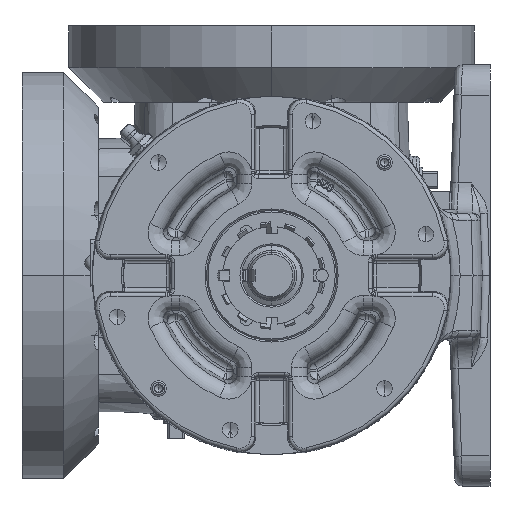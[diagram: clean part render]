
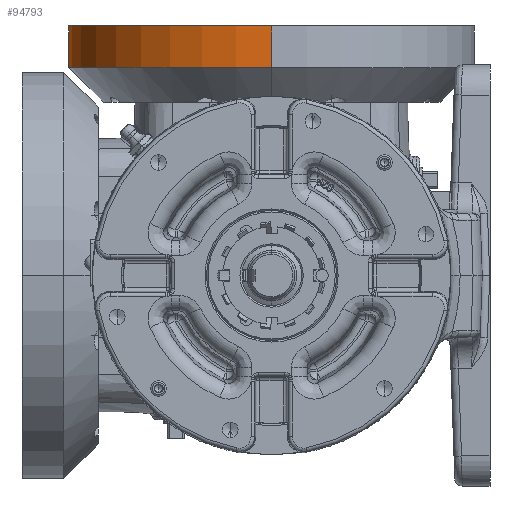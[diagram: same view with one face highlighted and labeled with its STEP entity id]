
A CAD part, left-side view. The second image highlights one B-rep face of the part: STEP entity #94793.
In plain terms, the highlighted cylindrical face has radius 82.55 mm (diameter 165.1 mm), a partial arc.
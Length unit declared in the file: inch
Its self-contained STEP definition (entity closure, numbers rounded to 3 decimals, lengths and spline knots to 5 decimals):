
#6440 = VECTOR ( 'NONE', #134708, 39.37008 ) ;
#10193 = AXIS2_PLACEMENT_3D ( 'NONE', #251053, #150711, #51561 ) ;
#11195 = LINE ( 'NONE', #92283, #243697 ) ;
#25275 = AXIS2_PLACEMENT_3D ( 'NONE', #78146, #156597, #119427 ) ;
#25323 = CARTESIAN_POINT ( 'NONE',  ( 1.835, 0., 3.33 ) ) ;
#31783 = LINE ( 'NONE', #56065, #6440 ) ;
#51561 = DIRECTION ( 'NONE',  ( -1., 0., 0. ) ) ;
#55569 = EDGE_LOOP ( 'NONE', ( #174957, #241279, #239675, #133518 ) ) ;
#56065 = CARTESIAN_POINT ( 'NONE',  ( -1.415, 0., 1.38983 ) ) ;
#66562 = EDGE_CURVE ( 'NONE', #111354, #121859, #232242, .T. ) ;
#72628 = EDGE_CURVE ( 'NONE', #90755, #137136, #121282, .T. ) ;
#78146 = CARTESIAN_POINT ( 'NONE',  ( 1.835, 0., 1.38983 ) ) ;
#90755 = VERTEX_POINT ( 'NONE', #90787 ) ;
#90787 = CARTESIAN_POINT ( 'NONE',  ( -1.415, 0., 4. ) ) ;
#92283 = CARTESIAN_POINT ( 'NONE',  ( 5.085, 0., 1.38983 ) ) ;
#94793 = ADVANCED_FACE ( 'NONE', ( #215929 ), #233956, .T. ) ;
#111354 = VERTEX_POINT ( 'NONE', #131811 ) ;
#119427 = DIRECTION ( 'NONE',  ( -1., 0., 0. ) ) ;
#121282 = CIRCLE ( 'NONE', #10193, 3.25 ) ;
#121859 = VERTEX_POINT ( 'NONE', #159023 ) ;
#131811 = CARTESIAN_POINT ( 'NONE',  ( -1.415, 0., 3.33 ) ) ;
#133518 = ORIENTED_EDGE ( 'NONE', *, *, #222131, .F. ) ;
#134708 = DIRECTION ( 'NONE',  ( 0., 0., -1. ) ) ;
#137136 = VERTEX_POINT ( 'NONE', #194124 ) ;
#150711 = DIRECTION ( 'NONE',  ( 0., 0., -1. ) ) ;
#156597 = DIRECTION ( 'NONE',  ( 0., 0., -1. ) ) ;
#159023 = CARTESIAN_POINT ( 'NONE',  ( 5.085, 0., 3.33 ) ) ;
#162519 = EDGE_CURVE ( 'NONE', #137136, #121859, #11195, .T. ) ;
#174957 = ORIENTED_EDGE ( 'NONE', *, *, #72628, .T. ) ;
#181096 = DIRECTION ( 'NONE',  ( -1., 0., 0. ) ) ;
#194124 = CARTESIAN_POINT ( 'NONE',  ( 5.085, 0., 4. ) ) ;
#206733 = DIRECTION ( 'NONE',  ( 0., 0., -1. ) ) ;
#206887 = DIRECTION ( 'NONE',  ( 0., 0., -1. ) ) ;
#215929 = FACE_OUTER_BOUND ( 'NONE', #55569, .T. ) ;
#222131 = EDGE_CURVE ( 'NONE', #90755, #111354, #31783, .T. ) ;
#232242 = CIRCLE ( 'NONE', #236328, 3.25 ) ;
#233956 = CYLINDRICAL_SURFACE ( 'NONE', #25275, 3.25 ) ;
#236328 = AXIS2_PLACEMENT_3D ( 'NONE', #25323, #206733, #181096 ) ;
#239675 = ORIENTED_EDGE ( 'NONE', *, *, #66562, .F. ) ;
#241279 = ORIENTED_EDGE ( 'NONE', *, *, #162519, .T. ) ;
#243697 = VECTOR ( 'NONE', #206887, 39.37008 ) ;
#251053 = CARTESIAN_POINT ( 'NONE',  ( 1.835, 0., 4. ) ) ;
